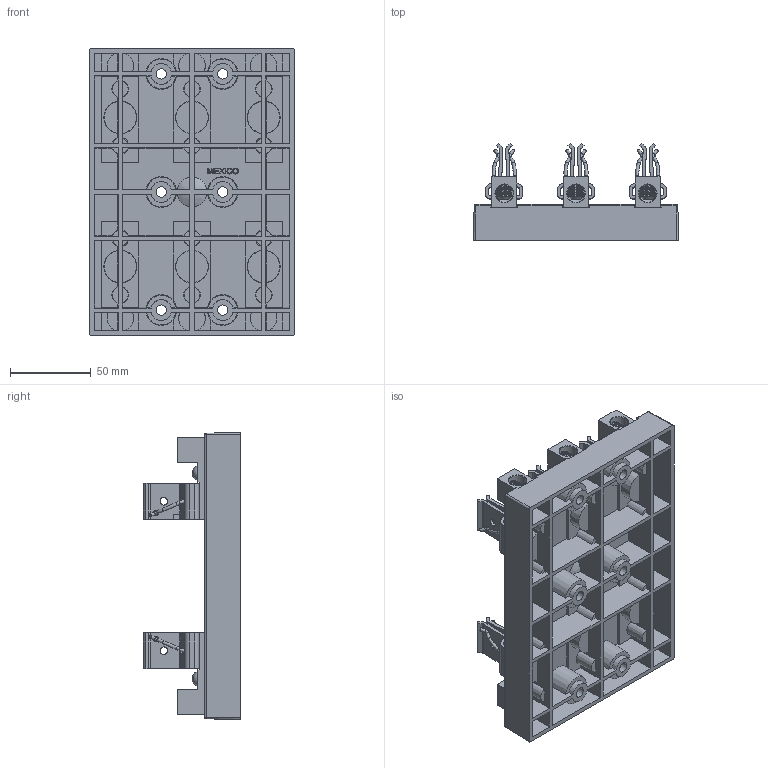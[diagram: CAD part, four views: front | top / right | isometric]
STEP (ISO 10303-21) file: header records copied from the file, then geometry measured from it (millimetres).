
FILE_DESCRIPTION (( 'STEP AP214' ), '1' );
FILE_NAME ('700751revA.STEP', '2014-01-16T18:59:07', ( '' ), ( '' ), 'SwSTEP 2.0', 'SolidWorks 2013', '' );
FILE_SCHEMA (( 'AUTOMOTIVE_DESIGN' ));
Length unit declared in the file: inch
Products named in the file (1): 700751revA
Bounding box: 127 x 60.3 x 177.8 mm (x, y, z)
Volume: 254062.6 mm3; surface area: 186188.3 mm2
Topology: 43 solids, 43 shells, 2201 faces, 5354 edges, 3297 vertices
Faces by surface type: plane 944, cone 666, cylinder 488, bspline 46, torus 42, sphere 15
Full cylindrical faces by diameter (mm): 1.981 x18, 2.54 x6, 3.454 x12, 4.039 x12, 4.75 x12, 4.826 x84, 5.105 x24, 5.983 x6, 6.35 x54, 8.241 x6, 8.433 x6, 9.525 x66, 10.16 x6, 11.1 x6
Entity records: 91332 total; most frequent: CARTESIAN_POINT 14447, DIRECTION 9921, ORIENTED_EDGE 8672, EDGE_CURVE 4336, AXIS2_PLACEMENT_3D 3821, EDGE_LOOP 3355, VERTEX_POINT 3207, FACE_OUTER_BOUND 2591
